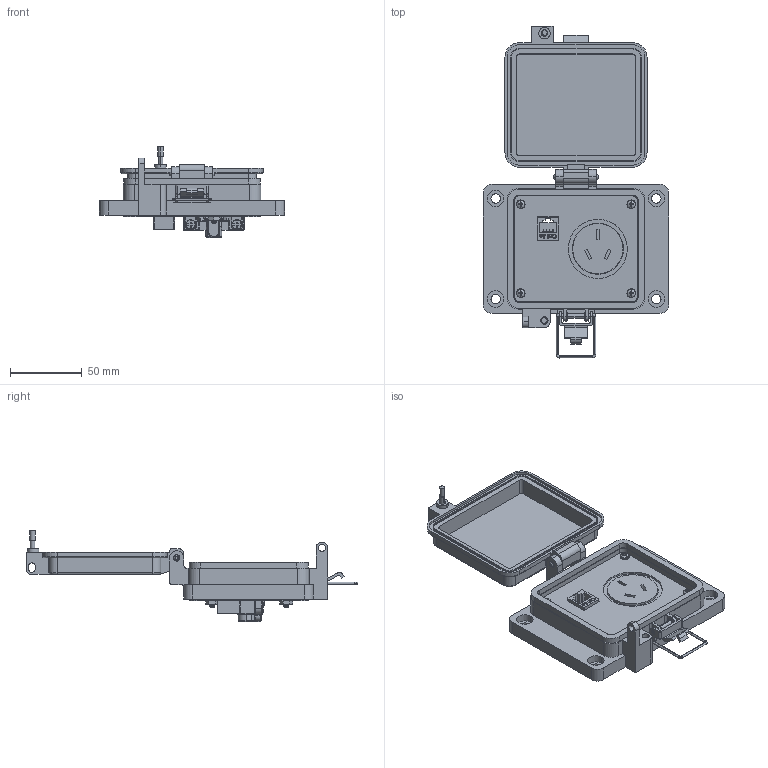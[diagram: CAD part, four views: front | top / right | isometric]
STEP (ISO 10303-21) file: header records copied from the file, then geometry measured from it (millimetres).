
FILE_DESCRIPTION (( 'STEP AP203' ), '1' );
FILE_NAME ('P-R2-K2RA0_3D.STEP', '2022-04-06T20:14:56', ( '' ), ( '' ), 'SwSTEP 2.0', 'SolidWorks 2021', '' );
FILE_SCHEMA (( 'CONFIG_CONTROL_DESIGN' ));
Length unit declared in the file: millimetre
Products named in the file (14): Z-300-RJ45CAT5; -K2; P-R2-K2RA0_3D; RA; P-R2-K2RA0_FP060_1; Z-000-4243316TFP; Z-200-OTLT-RA; R2; 92005A124_METRIC PAN HEAD PHILLIPS MACHINE SCREW_92005A124; 632FH_7_8-IN; Z-002-632516HN_90675A007; P-R2-K2RA0_TP060_1; Z-H-K2_B; P-R2-K2RA0_BP180_1
Assembly tree (20 placements, depth 3):
  P-R2-K2RA0_3D
    -K2
      Z-H-K2_B
    P-R2-K2RA0_BP180_1
    P-R2-K2RA0_FP060_1
    P-R2-K2RA0_TP060_1
    Z-000-4243316TFP  x3
    RA
      Z-200-OTLT-RA
    632FH_7_8-IN  x2
    Z-002-632516HN_90675A007  x2
    R2
      Z-300-RJ45CAT5
    92005A124_METRIC PAN HEAD PHILLIPS MACHINE SCREW_92005A124  x4
Bounding box: 129 x 231.28 x 63.45 mm (x, y, z)
Volume: 194923.4 mm3; surface area: 115004.6 mm2
Topology: 26 solids, 26 shells, 2628 faces, 7314 edges, 4775 vertices
Faces by surface type: cylinder 1298, plane 833, bspline 248, cone 157, torus 64, sphere 28
Entity records: 70240 total; most frequent: CARTESIAN_POINT 26580, ORIENTED_EDGE 9490, DIRECTION 7917, EDGE_CURVE 4745, VERTEX_POINT 3094, AXIS2_PLACEMENT_3D 2672, LINE 2573, VECTOR 2573
